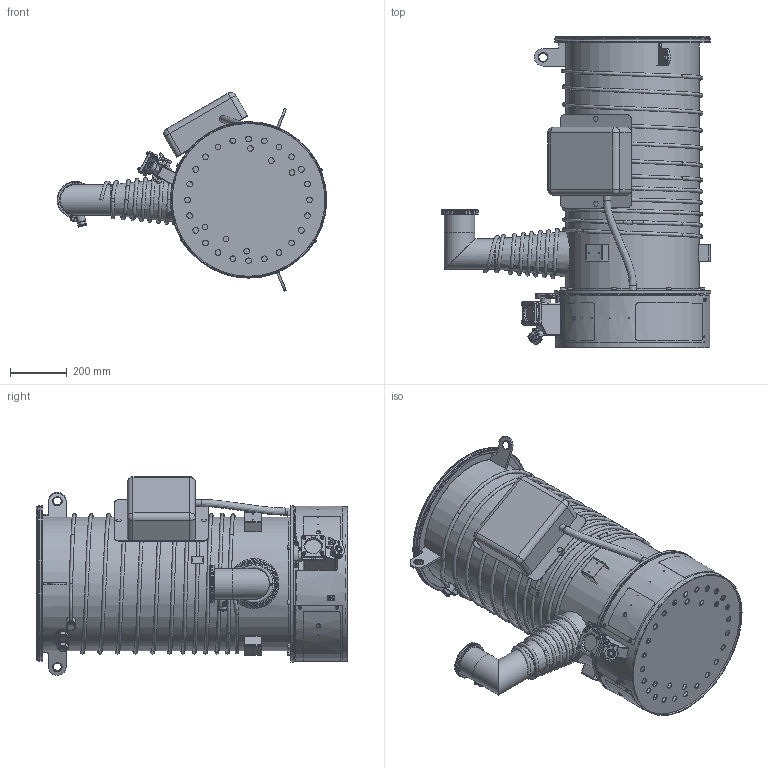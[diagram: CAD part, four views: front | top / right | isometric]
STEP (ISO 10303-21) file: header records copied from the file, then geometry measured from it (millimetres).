
FILE_DESCRIPTION(('STEP AP242'), '1');
FILE_NAME('ﾍﾄ-500ﾝ', '2024-07-16T10:11:22', (''), (''), 'C3D Converter', 'C3D Toolkit', '');
FILE_SCHEMA(('AP242_MANAGED_MODEL_BASED_3D_ENGINEERING_MIM_LF { 1 0 10303 442 1 1 4 }'));
Length unit declared in the file: millimetre
Bounding box: 951 x 1097.7 x 701.02 mm (x, y, z)
Surface area: 4726692 mm2 (no closed solid volume)
Topology: 0 solids, 133 shells, 846 faces, 4530 edges, 3744 vertices
Faces by surface type: plane 355, cylinder 308, cone 64, torus 59, bspline 54, sphere 6
Full cylindrical faces by diameter (mm): 3 x2, 3.4 x10, 4.917 x4, 5 x5, 5.5 x2, 6 x1, 8.5 x6, 10 x14, 12 x7, 12.2 x1, 13 x1, 14 x1, 14.2 x1, 15 x2, 16 x9, 20 x33, 22.25 x7, 25 x2, 28 x4, 29 x1, 30 x5, 31.5 x2, 32 x2, 36 x1, 39 x2, 40 x2, 48 x2, 55 x2, 60 x1, 77 x1
Entity records: 127052 total; most frequent: CARTESIAN_POINT 95054, DIRECTION 6103, ORIENTED_EDGE 5549, EDGE_CURVE 4229, VERTEX_POINT 3733, AXIS2_PLACEMENT_3D 2512, CIRCLE 1719, B_SPLINE_CURVE_WITH_KNOTS 1419
